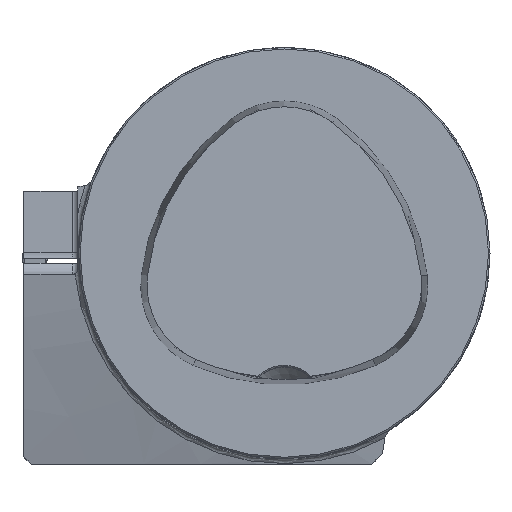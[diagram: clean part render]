
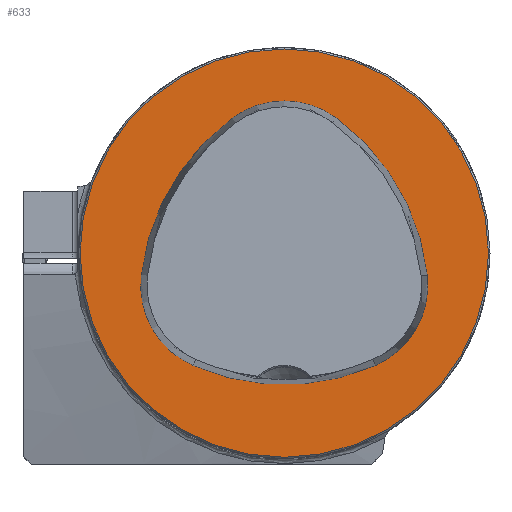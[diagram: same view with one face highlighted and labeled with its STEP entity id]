
A CAD part, top view. The second image highlights one B-rep face of the part: STEP entity #633.
In plain terms, the highlighted planar face has unit normal (0, 0, 1).
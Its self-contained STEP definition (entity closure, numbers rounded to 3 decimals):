
#113=FACE_BOUND('',#868,.T.);
#114=FACE_BOUND('',#869,.T.);
#176=PLANE('',#2269);
#633=ADVANCED_FACE('CU_FL_N1_SU_1',(#113,#114),#176,.T.);
#868=EDGE_LOOP('',(#1207,#1208,#1209,#1210,#1211,#1212));
#869=EDGE_LOOP('',(#1213));
#970=CIRCLE('',#2260,44.075);
#972=CIRCLE('',#2263,44.075);
#973=CIRCLE('',#2264,17.075);
#974=CIRCLE('',#2265,44.075);
#975=CIRCLE('',#2266,17.075);
#976=CIRCLE('',#2267,17.075);
#977=CIRCLE('',#2268,39.7);
#1207=ORIENTED_EDGE('',*,*,#1956,.F.);
#1208=ORIENTED_EDGE('',*,*,#1957,.F.);
#1209=ORIENTED_EDGE('',*,*,#1958,.F.);
#1210=ORIENTED_EDGE('',*,*,#1959,.F.);
#1211=ORIENTED_EDGE('',*,*,#1953,.F.);
#1212=ORIENTED_EDGE('',*,*,#1960,.F.);
#1213=ORIENTED_EDGE('',*,*,#1961,.T.);
#1725=VERTEX_POINT('',#3603);
#1726=VERTEX_POINT('',#3605);
#1728=VERTEX_POINT('',#3611);
#1729=VERTEX_POINT('',#3612);
#1730=VERTEX_POINT('',#3614);
#1731=VERTEX_POINT('',#3616);
#1732=VERTEX_POINT('',#3620);
#1953=EDGE_CURVE('',#1725,#1726,#970,.T.);
#1956=EDGE_CURVE('',#1728,#1729,#972,.T.);
#1957=EDGE_CURVE('',#1730,#1728,#973,.T.);
#1958=EDGE_CURVE('',#1731,#1730,#974,.T.);
#1959=EDGE_CURVE('',#1726,#1731,#975,.T.);
#1960=EDGE_CURVE('',#1729,#1725,#976,.T.);
#1961=EDGE_CURVE('',#1732,#1732,#977,.T.);
#2260=AXIS2_PLACEMENT_3D('',#3604,#2591,#2592);
#2263=AXIS2_PLACEMENT_3D('',#3610,#2598,#2599);
#2264=AXIS2_PLACEMENT_3D('',#3613,#2600,#2601);
#2265=AXIS2_PLACEMENT_3D('',#3615,#2602,#2603);
#2266=AXIS2_PLACEMENT_3D('',#3617,#2604,#2605);
#2267=AXIS2_PLACEMENT_3D('',#3618,#2606,#2607);
#2268=AXIS2_PLACEMENT_3D('',#3619,#2608,#2609);
#2269=AXIS2_PLACEMENT_3D('',#3621,#2610,#2611);
#2591=DIRECTION('',(0.,0.,1.));
#2592=DIRECTION('',(1.,0.,0.));
#2598=DIRECTION('',(0.,0.,1.));
#2599=DIRECTION('',(1.,0.,0.));
#2600=DIRECTION('',(0.,0.,1.));
#2601=DIRECTION('',(1.,0.,0.));
#2602=DIRECTION('',(0.,0.,1.));
#2603=DIRECTION('',(1.,0.,0.));
#2604=DIRECTION('',(0.,0.,1.));
#2605=DIRECTION('',(1.,0.,0.));
#2606=DIRECTION('',(0.,0.,1.));
#2607=DIRECTION('',(1.,0.,0.));
#2608=DIRECTION('',(0.,0.,1.));
#2609=DIRECTION('',(1.,0.,0.));
#2610=DIRECTION('',(0.,0.,1.));
#2611=DIRECTION('',(1.,0.,0.));
#3603=CARTESIAN_POINT('',(-17.691,-21.869,0.));
#3604=CARTESIAN_POINT('',(0.,18.5,0.));
#3605=CARTESIAN_POINT('',(17.691,-21.869,0.));
#3610=CARTESIAN_POINT('',(15.993,-9.254,0.));
#3611=CARTESIAN_POINT('',(-10.114,26.257,0.));
#3612=CARTESIAN_POINT('',(-27.805,-4.317,0.));
#3613=CARTESIAN_POINT('',(0.,12.5,0.));
#3614=CARTESIAN_POINT('',(10.114,26.257,0.));
#3615=CARTESIAN_POINT('',(-15.993,-9.254,0.));
#3616=CARTESIAN_POINT('',(27.805,-4.317,0.));
#3617=CARTESIAN_POINT('',(10.837,-6.23,0.));
#3618=CARTESIAN_POINT('',(-10.837,-6.23,0.));
#3619=CARTESIAN_POINT('',(0.,0.,0.));
#3620=CARTESIAN_POINT('',(39.7,0.,0.));
#3621=CARTESIAN_POINT('',(0.,0.,0.));
